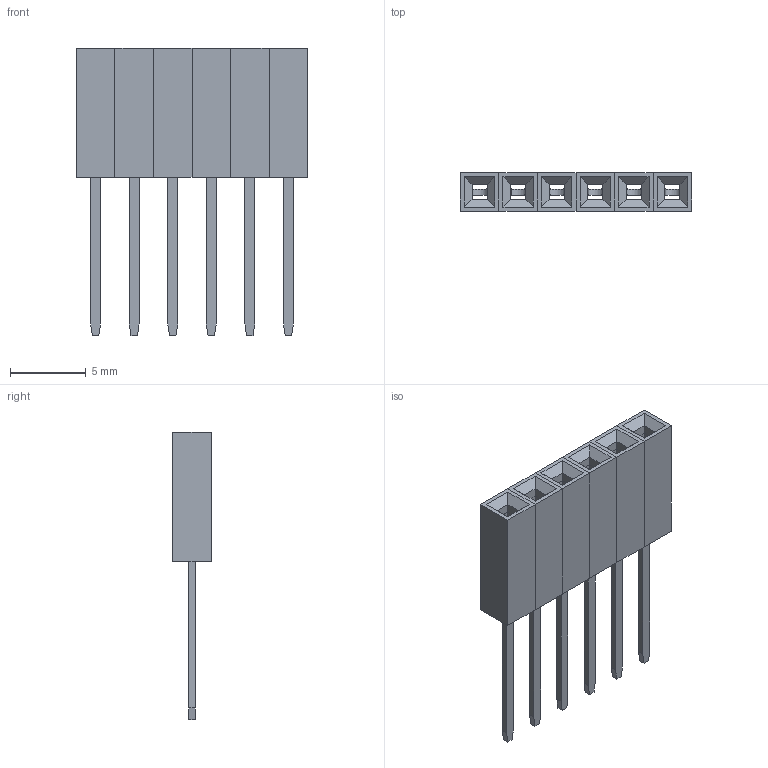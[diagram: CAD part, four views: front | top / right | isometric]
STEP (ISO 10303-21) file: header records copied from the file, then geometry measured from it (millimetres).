
FILE_DESCRIPTION(/* description */ ('Alibre Inc.'),/* implementation_level */ '2;1');
FILE_NAME(/* name */ 'export0',/* time_stamp */ '2012-07-09T17:06:26+01:00',/* author */ (''),/* organization */ (''),/* preprocessor_version */ 'ST-DEVELOPER v14',/* originating_system */ 'Alibre',/* authorisation */ '');
FILE_SCHEMA (('AUTOMOTIVE_DESIGN'));
Length unit declared in the file: centimetre
Bounding box: 15.24 x 2.54 x 18.96 mm (x, y, z)
Volume: 177.7 mm3; surface area: 1268.7 mm2
Topology: 12 solids, 12 shells, 234 faces, 588 edges, 384 vertices
Faces by surface type: plane 204, cylinder 30
Entity records: 1376 total; most frequent: CARTESIAN_POINT 225, DIRECTION 200, ORIENTED_EDGE 196, EDGE_CURVE 98, VECTOR 88, LINE 88, AXIS2_PLACEMENT_3D 73, VERTEX_POINT 64
